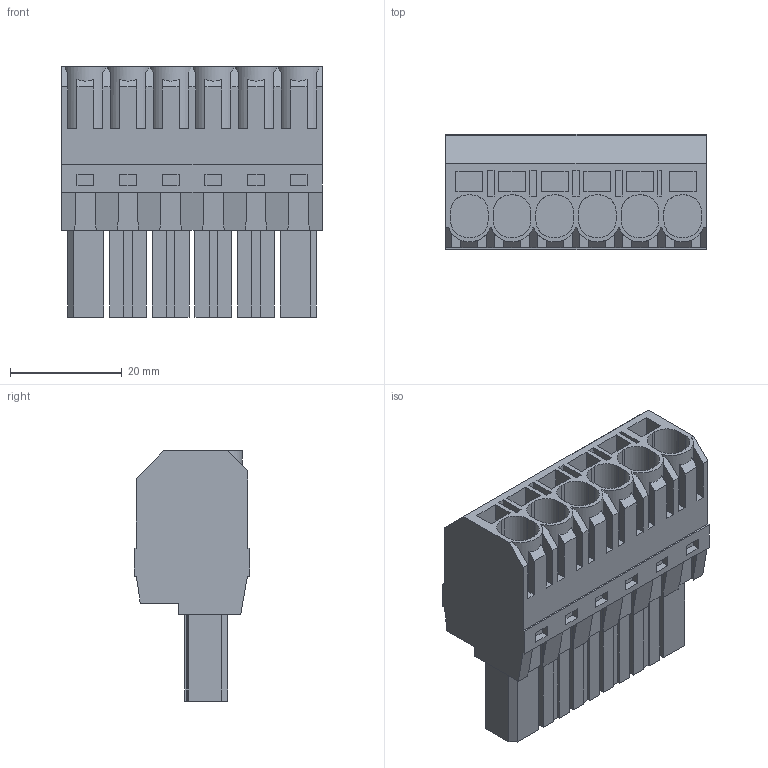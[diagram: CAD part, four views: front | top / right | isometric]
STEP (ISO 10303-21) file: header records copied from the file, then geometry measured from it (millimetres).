
FILE_DESCRIPTION(('CATIA V5 STEP Exchange','CAx-IF Rec.Pracs.--- Model Styling and Organization---1.4--- 2014-01-23'),'2;1');
FILE_NAME ('D1447928_1_1060430000_1060430000.stp','2023-09-07T12:48:41+00:00',('none'),('Weidmueller'),'CATIA Version 5-6 Release 2016 SP3 HF44','CATIA V5 STEP AP214','none');
FILE_SCHEMA(('AUTOMOTIVE_DESIGN { 1 0 10303 214 1 1 1 1 }'));
Length unit declared in the file: millimetre
Products named in the file (1): 1060430000
Bounding box: 46.62 x 20.6 x 44.7 mm (x, y, z)
Volume: 25802.5 mm3; surface area: 11566.4 mm2
Topology: 1 solids, 1 shells, 539 faces, 1550 edges, 1054 vertices
Faces by surface type: plane 509, cylinder 30
Entity records: 16661 total; most frequent: CARTESIAN_POINT 3327, ORIENTED_EDGE 3100, DIRECTION 2173, EDGE_CURVE 1550, VECTOR 1466, LINE 1466, VERTEX_POINT 1054, EDGE_LOOP 580
